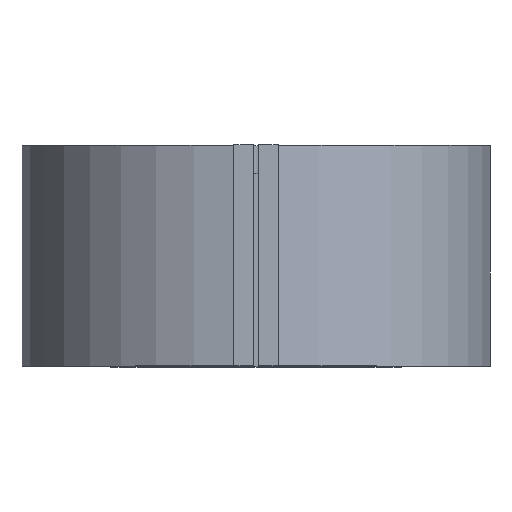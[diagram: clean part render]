
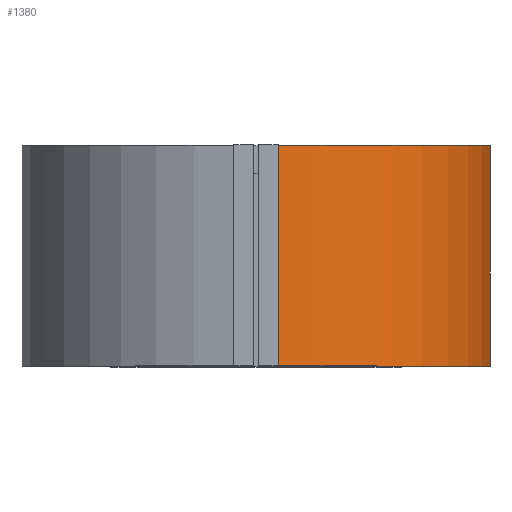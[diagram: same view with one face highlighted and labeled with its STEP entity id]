
A CAD part, top view. The second image highlights one B-rep face of the part: STEP entity #1380.
In plain terms, the highlighted cylindrical face has radius 42.5 mm (diameter 85 mm), a partial arc.
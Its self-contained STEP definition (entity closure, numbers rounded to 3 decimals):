
#159=FACE_OUTER_BOUND('',#254,.T.);
#254=EDGE_LOOP('',(#1233,#1234,#1235,#1236));
#302=CIRCLE('',#1462,42.5);
#306=CIRCLE('',#1468,42.5);
#430=LINE('',#2419,#539);
#447=LINE('',#2710,#556);
#539=VECTOR('',#1818,10.);
#556=VECTOR('',#1921,10.);
#631=VERTEX_POINT('',#2177);
#632=VERTEX_POINT('',#2179);
#641=VERTEX_POINT('',#2210);
#642=VERTEX_POINT('',#2212);
#779=EDGE_CURVE('',#632,#631,#302,.T.);
#791=EDGE_CURVE('',#641,#642,#306,.T.);
#845=EDGE_CURVE('',#642,#631,#430,.T.);
#885=EDGE_CURVE('',#632,#641,#447,.T.);
#1233=ORIENTED_EDGE('',*,*,#845,.F.);
#1234=ORIENTED_EDGE('',*,*,#791,.F.);
#1235=ORIENTED_EDGE('',*,*,#885,.F.);
#1236=ORIENTED_EDGE('',*,*,#779,.T.);
#1317=CYLINDRICAL_SURFACE('',#1546,42.5);
#1380=ADVANCED_FACE('',(#159),#1317,.T.);
#1462=AXIS2_PLACEMENT_3D('',#2180,#1701,#1702);
#1468=AXIS2_PLACEMENT_3D('',#2213,#1720,#1721);
#1546=AXIS2_PLACEMENT_3D('',#2709,#1919,#1920);
#1701=DIRECTION('center_axis',(0.,1.,0.));
#1702=DIRECTION('ref_axis',(0.094,0.,0.996));
#1720=DIRECTION('center_axis',(0.,1.,0.));
#1721=DIRECTION('ref_axis',(0.094,0.,0.996));
#1818=DIRECTION('',(0.,-1.,0.));
#1919=DIRECTION('center_axis',(0.,1.,0.));
#1920=DIRECTION('ref_axis',(0.094,0.,0.996));
#1921=DIRECTION('',(0.,1.,0.));
#2177=CARTESIAN_POINT('',(30.562,0.,-29.533));
#2179=CARTESIAN_POINT('',(4.,0.,42.311));
#2180=CARTESIAN_POINT('Origin',(0.,0.,0.));
#2210=CARTESIAN_POINT('',(4.,40.,42.311));
#2212=CARTESIAN_POINT('',(30.562,40.,-29.533));
#2213=CARTESIAN_POINT('Origin',(0.,40.,0.));
#2419=CARTESIAN_POINT('',(30.562,0.,-29.533));
#2709=CARTESIAN_POINT('Origin',(0.,0.,0.));
#2710=CARTESIAN_POINT('',(4.,0.,42.311));
